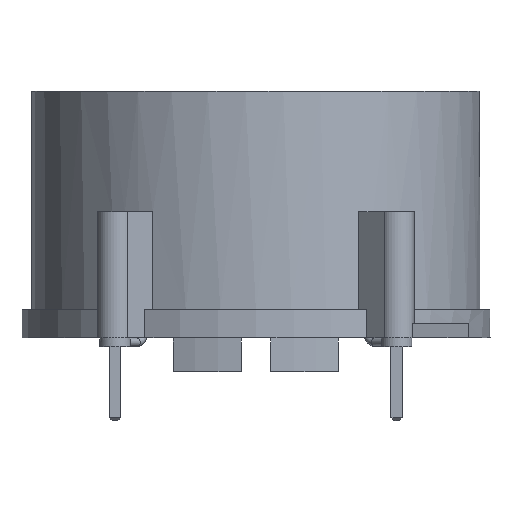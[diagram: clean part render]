
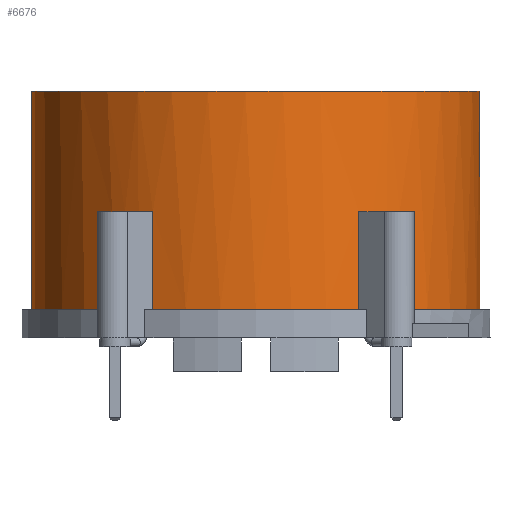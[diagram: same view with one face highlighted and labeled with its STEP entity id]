
A CAD part, left-side view. The second image highlights one B-rep face of the part: STEP entity #6676.
In plain terms, the highlighted cylindrical face has radius 16 mm (diameter 32 mm), a full revolution.
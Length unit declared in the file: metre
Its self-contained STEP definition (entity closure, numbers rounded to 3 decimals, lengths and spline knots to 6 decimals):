
#463=LINE('',#14057,#1094);
#467=LINE('',#14066,#1098);
#475=LINE('',#14088,#1106);
#481=LINE('',#14107,#1112);
#487=LINE('',#14118,#1118);
#495=LINE('',#14141,#1126);
#499=LINE('',#14150,#1130);
#501=LINE('',#14165,#1132);
#1094=VECTOR('',#11274,1.);
#1098=VECTOR('',#11280,1.);
#1106=VECTOR('',#11300,1.);
#1112=VECTOR('',#11318,1.);
#1118=VECTOR('',#11326,1.);
#1126=VECTOR('',#11346,1.);
#1130=VECTOR('',#11352,1.);
#1132=VECTOR('',#11378,1.);
#2529=ORIENTED_EDGE('',*,*,#3934,.F.);
#2530=ORIENTED_EDGE('',*,*,#3944,.F.);
#2531=ORIENTED_EDGE('',*,*,#3994,.F.);
#2532=ORIENTED_EDGE('',*,*,#3955,.T.);
#2533=ORIENTED_EDGE('',*,*,#3949,.F.);
#2534=ORIENTED_EDGE('',*,*,#3995,.F.);
#2535=ORIENTED_EDGE('',*,*,#3996,.F.);
#2536=ORIENTED_EDGE('',*,*,#3970,.T.);
#2537=ORIENTED_EDGE('',*,*,#3960,.T.);
#2538=ORIENTED_EDGE('',*,*,#3964,.F.);
#2539=ORIENTED_EDGE('',*,*,#3997,.F.);
#2540=ORIENTED_EDGE('',*,*,#3981,.T.);
#2541=ORIENTED_EDGE('',*,*,#3975,.F.);
#2542=ORIENTED_EDGE('',*,*,#3985,.F.);
#2543=ORIENTED_EDGE('',*,*,#3998,.F.);
#2544=ORIENTED_EDGE('',*,*,#3940,.T.);
#2545=ORIENTED_EDGE('',*,*,#3999,.T.);
#3934=EDGE_CURVE('',#4675,#4676,#5009,.T.);
#3940=EDGE_CURVE('',#4678,#4676,#463,.T.);
#3944=EDGE_CURVE('',#4684,#4675,#467,.T.);
#3949=EDGE_CURVE('',#4687,#4688,#5012,.T.);
#3955=EDGE_CURVE('',#4690,#4688,#475,.T.);
#3960=EDGE_CURVE('',#4696,#4695,#5015,.T.);
#3964=EDGE_CURVE('',#4699,#4695,#481,.T.);
#3970=EDGE_CURVE('',#4704,#4696,#487,.T.);
#3975=EDGE_CURVE('',#4707,#4708,#5018,.T.);
#3981=EDGE_CURVE('',#4710,#4708,#495,.T.);
#3985=EDGE_CURVE('',#4716,#4707,#499,.T.);
#3994=EDGE_CURVE('',#4690,#4684,#5026,.T.);
#3995=EDGE_CURVE('',#4718,#4687,#501,.T.);
#3996=EDGE_CURVE('',#4704,#4718,#5027,.T.);
#3997=EDGE_CURVE('',#4710,#4699,#5028,.T.);
#3998=EDGE_CURVE('',#4678,#4716,#5029,.T.);
#3999=EDGE_CURVE('',#4719,#4719,#5030,.T.);
#4675=VERTEX_POINT('',#14044);
#4676=VERTEX_POINT('',#14046);
#4678=VERTEX_POINT('',#14051);
#4684=VERTEX_POINT('',#14065);
#4687=VERTEX_POINT('',#14075);
#4688=VERTEX_POINT('',#14077);
#4690=VERTEX_POINT('',#14082);
#4695=VERTEX_POINT('',#14097);
#4696=VERTEX_POINT('',#14099);
#4699=VERTEX_POINT('',#14106);
#4704=VERTEX_POINT('',#14119);
#4707=VERTEX_POINT('',#14128);
#4708=VERTEX_POINT('',#14130);
#4710=VERTEX_POINT('',#14135);
#4716=VERTEX_POINT('',#14149);
#4718=VERTEX_POINT('',#14166);
#4719=VERTEX_POINT('',#14171);
#5009=CIRCLE('',#10114,0.016);
#5012=CIRCLE('',#10121,0.016);
#5015=CIRCLE('',#10127,0.016);
#5018=CIRCLE('',#10134,0.016);
#5026=CIRCLE('',#10148,0.016);
#5027=CIRCLE('',#10149,0.016);
#5028=CIRCLE('',#10150,0.016);
#5029=CIRCLE('',#10151,0.016);
#5030=CIRCLE('',#10152,0.016);
#5371=EDGE_LOOP('',(#2529,#2530,#2531,#2532,#2533,#2534,#2535,#2536,#2537,
#2538,#2539,#2540,#2541,#2542,#2543,#2544));
#5372=EDGE_LOOP('',(#2545));
#5988=FACE_BOUND('',#5371,.T.);
#5989=FACE_BOUND('',#5372,.T.);
#6416=CYLINDRICAL_SURFACE('',#10147,0.016);
#6676=ADVANCED_FACE('',(#5988,#5989),#6416,.T.);
#10114=AXIS2_PLACEMENT_3D('',#14045,#11265,#11266);
#10121=AXIS2_PLACEMENT_3D('',#14076,#11291,#11292);
#10127=AXIS2_PLACEMENT_3D('',#14098,#11311,#11312);
#10134=AXIS2_PLACEMENT_3D('',#14129,#11337,#11338);
#10147=AXIS2_PLACEMENT_3D('',#14163,#11374,#11375);
#10148=AXIS2_PLACEMENT_3D('',#14164,#11376,#11377);
#10149=AXIS2_PLACEMENT_3D('',#14167,#11379,#11380);
#10150=AXIS2_PLACEMENT_3D('',#14168,#11381,#11382);
#10151=AXIS2_PLACEMENT_3D('',#14169,#11383,#11384);
#10152=AXIS2_PLACEMENT_3D('',#14170,#11385,#11386);
#11265=DIRECTION('',(0.,0.,1.));
#11266=DIRECTION('',(1.,0.,0.));
#11274=DIRECTION('',(0.,0.,-1.));
#11280=DIRECTION('',(0.,0.,-1.));
#11291=DIRECTION('',(0.,0.,1.));
#11292=DIRECTION('',(1.,0.,0.));
#11300=DIRECTION('',(0.,0.,-1.));
#11311=DIRECTION('',(0.,0.,-1.));
#11312=DIRECTION('',(1.,0.,0.));
#11318=DIRECTION('',(0.,0.,-1.));
#11326=DIRECTION('',(0.,0.,-1.));
#11337=DIRECTION('',(0.,0.,1.));
#11338=DIRECTION('',(1.,0.,0.));
#11346=DIRECTION('',(0.,0.,-1.));
#11352=DIRECTION('',(0.,0.,-1.));
#11374=DIRECTION('',(0.,0.,1.));
#11375=DIRECTION('',(-1.,0.,0.));
#11376=DIRECTION('',(0.,0.,1.));
#11377=DIRECTION('',(0.,1.,0.));
#11378=DIRECTION('',(0.,0.,-1.));
#11379=DIRECTION('',(0.,0.,1.));
#11380=DIRECTION('',(0.,1.,0.));
#11381=DIRECTION('',(0.,0.,1.));
#11382=DIRECTION('',(0.,1.,0.));
#11383=DIRECTION('',(0.,0.,1.));
#11384=DIRECTION('',(0.,1.,0.));
#11385=DIRECTION('',(0.,0.,1.));
#11386=DIRECTION('',(0.,1.,0.));
#14044=CARTESIAN_POINT('',(0.014209,0.007355,0.0086));
#14045=CARTESIAN_POINT('',(0.,0.,0.0086));
#14046=CARTESIAN_POINT('',(0.01227,0.010269,0.0086));
#14051=CARTESIAN_POINT('',(0.01227,0.010269,0.0156));
#14057=CARTESIAN_POINT('',(0.01227,0.010269,0.0176));
#14065=CARTESIAN_POINT('',(0.014209,0.007355,0.0156));
#14066=CARTESIAN_POINT('',(0.014209,0.007355,0.0176));
#14075=CARTESIAN_POINT('',(0.01227,-0.010269,0.0086));
#14076=CARTESIAN_POINT('',(0.,0.,0.0086));
#14077=CARTESIAN_POINT('',(0.014209,-0.007355,0.0086));
#14082=CARTESIAN_POINT('',(0.014209,-0.007355,0.0156));
#14088=CARTESIAN_POINT('',(0.014209,-0.007355,0.0176));
#14097=CARTESIAN_POINT('',(-0.014209,-0.007355,0.0086));
#14098=CARTESIAN_POINT('',(0.,0.,0.0086));
#14099=CARTESIAN_POINT('',(-0.01227,-0.010269,0.0086));
#14106=CARTESIAN_POINT('',(-0.014209,-0.007355,0.0156));
#14107=CARTESIAN_POINT('',(-0.014209,-0.007355,0.0176));
#14118=CARTESIAN_POINT('',(-0.01227,-0.010269,0.0176));
#14119=CARTESIAN_POINT('',(-0.01227,-0.010269,0.0156));
#14128=CARTESIAN_POINT('',(-0.01227,0.010269,0.0086));
#14129=CARTESIAN_POINT('',(0.,0.,0.0086));
#14130=CARTESIAN_POINT('',(-0.014209,0.007355,0.0086));
#14135=CARTESIAN_POINT('',(-0.014209,0.007355,0.0156));
#14141=CARTESIAN_POINT('',(-0.014209,0.007355,0.0176));
#14149=CARTESIAN_POINT('',(-0.01227,0.010269,0.0156));
#14150=CARTESIAN_POINT('',(-0.01227,0.010269,0.0176));
#14163=CARTESIAN_POINT('',(0.,0.,0.0156));
#14164=CARTESIAN_POINT('',(0.,0.,0.0156));
#14165=CARTESIAN_POINT('',(0.01227,-0.010269,0.0176));
#14166=CARTESIAN_POINT('',(0.01227,-0.010269,0.0156));
#14167=CARTESIAN_POINT('',(0.,0.,0.0156));
#14168=CARTESIAN_POINT('',(0.,0.,0.0156));
#14169=CARTESIAN_POINT('',(0.,0.,0.0156));
#14170=CARTESIAN_POINT('',(0.,0.,0.));
#14171=CARTESIAN_POINT('',(0.,0.016,0.));
